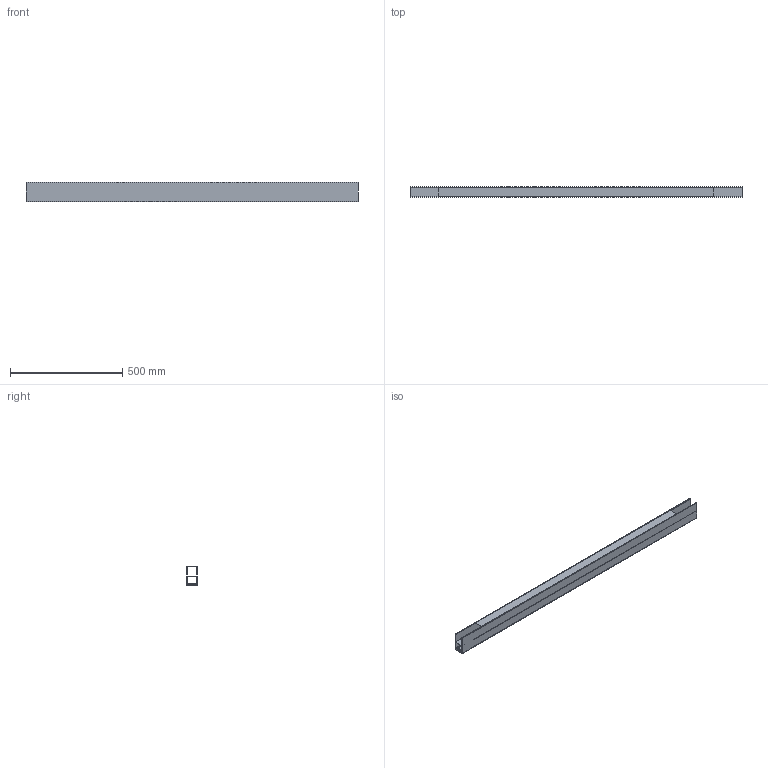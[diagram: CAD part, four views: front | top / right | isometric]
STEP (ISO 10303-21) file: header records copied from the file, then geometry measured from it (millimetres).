
FILE_DESCRIPTION(/* description */ (''),/* implementation_level */ '2;1');
FILE_NAME(/* name */ '009639_--A.39 MICRO REFR 1184 DIR 930-940 DALI - SEMPLIFICATO_2.stp',/* time_stamp */ '2025-02-03T15:50:24+01:00',/* author */ (''),/* organization */ (''),/* preprocessor_version */ 'ST-DEVELOPER v19.3',/* originating_system */ 'SIEMENS PLM Software NX2212.5000',/* authorisation */ '');
FILE_SCHEMA (('AP203_CONFIGURATION_CONTROLLED_3D_DESIGN_OF_MECHANICAL_PARTS_AND_ASSEMBLIES_MIM_LF { 1 0 10303 403 2 1 2}'));
Products named in the file (1): -_objects
Bounding box: 1480 x 45 x 85 mm (x, y, z)
Volume: 788724.3 mm3; surface area: 1021553.8 mm2
Topology: 12 solids, 12 shells, 5193 faces, 12132 edges, 6468 vertices
Faces by surface type: cylinder 2166, plane 1007, torus 850, sphere 660, bspline 340, cone 160, revolution 10
Entity records: 157872 total; most frequent: CARTESIAN_POINT 54224, ORIENTED_EDGE 21344, DIRECTION 19842, EDGE_CURVE 10672, AXIS2_PLACEMENT_3D 7626, EDGE_LOOP 6318, VERTEX_POINT 6308, ADVANCED_FACE 5193
